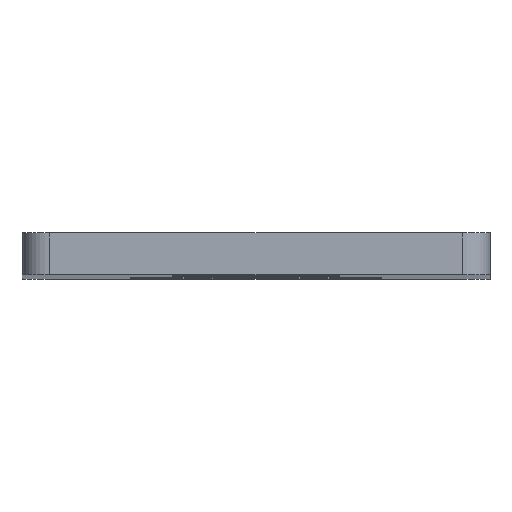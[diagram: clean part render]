
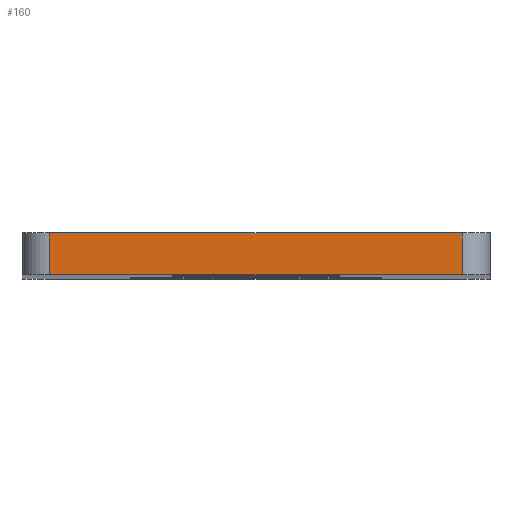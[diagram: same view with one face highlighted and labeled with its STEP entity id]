
A CAD part, top view. The second image highlights one B-rep face of the part: STEP entity #160.
In plain terms, the highlighted planar face has unit normal (0, 0, 1).
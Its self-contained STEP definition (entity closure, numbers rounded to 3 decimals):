
#23 = CARTESIAN_POINT ( 'NONE',  ( -14.75, 0., -3.5 ) ) ;
#73 = VERTEX_POINT ( 'NONE', #1468 ) ;
#80 = VERTEX_POINT ( 'NONE', #1312 ) ;
#82 = LINE ( 'NONE', #687, #137 ) ;
#137 = VECTOR ( 'NONE', #1275, 1000. ) ;
#160 = ADVANCED_FACE ( 'NONE', ( #1662 ), #491, .F. ) ;
#322 = EDGE_LOOP ( 'NONE', ( #977, #494, #1648, #1399 ) ) ;
#387 = LINE ( 'NONE', #1153, #1479 ) ;
#397 = EDGE_CURVE ( 'NONE', #1037, #73, #82, .T. ) ;
#491 = PLANE ( 'NONE',  #1607 ) ;
#494 = ORIENTED_EDGE ( 'NONE', *, *, #1332, .T. ) ;
#622 = CARTESIAN_POINT ( 'NONE',  ( -19.211, 0., -3.5 ) ) ;
#642 = VECTOR ( 'NONE', #1651, 1000. ) ;
#687 = CARTESIAN_POINT ( 'NONE',  ( -19.211, 0., -3.5 ) ) ;
#692 = CARTESIAN_POINT ( 'NONE',  ( 14.75, 0., -3.5 ) ) ;
#977 = ORIENTED_EDGE ( 'NONE', *, *, #1404, .T. ) ;
#1034 = LINE ( 'NONE', #23, #642 ) ;
#1037 = VERTEX_POINT ( 'NONE', #1825 ) ;
#1089 = DIRECTION ( 'NONE',  ( 0., 1., 0. ) ) ;
#1153 = CARTESIAN_POINT ( 'NONE',  ( -19.211, -3., -3.5 ) ) ;
#1207 = DIRECTION ( 'NONE',  ( 0., 0., -1. ) ) ;
#1275 = DIRECTION ( 'NONE',  ( 1., 0., 0. ) ) ;
#1288 = CARTESIAN_POINT ( 'NONE',  ( -14.75, -3., -3.5 ) ) ;
#1299 = VERTEX_POINT ( 'NONE', #1288 ) ;
#1308 = DIRECTION ( 'NONE',  ( 1., 0., 0. ) ) ;
#1312 = CARTESIAN_POINT ( 'NONE',  ( 14.75, -3., -3.5 ) ) ;
#1332 = EDGE_CURVE ( 'NONE', #80, #73, #1432, .T. ) ;
#1399 = ORIENTED_EDGE ( 'NONE', *, *, #1412, .T. ) ;
#1404 = EDGE_CURVE ( 'NONE', #1299, #80, #387, .T. ) ;
#1412 = EDGE_CURVE ( 'NONE', #1037, #1299, #1034, .T. ) ;
#1432 = LINE ( 'NONE', #692, #1920 ) ;
#1468 = CARTESIAN_POINT ( 'NONE',  ( 14.75, 0., -3.5 ) ) ;
#1479 = VECTOR ( 'NONE', #1308, 1000. ) ;
#1607 = AXIS2_PLACEMENT_3D ( 'NONE', #622, #1207, #1089 ) ;
#1617 = DIRECTION ( 'NONE',  ( 0., 1., 0. ) ) ;
#1648 = ORIENTED_EDGE ( 'NONE', *, *, #397, .F. ) ;
#1651 = DIRECTION ( 'NONE',  ( 0., -1., 0. ) ) ;
#1662 = FACE_OUTER_BOUND ( 'NONE', #322, .T. ) ;
#1825 = CARTESIAN_POINT ( 'NONE',  ( -14.75, 0., -3.5 ) ) ;
#1920 = VECTOR ( 'NONE', #1617, 1000. ) ;
